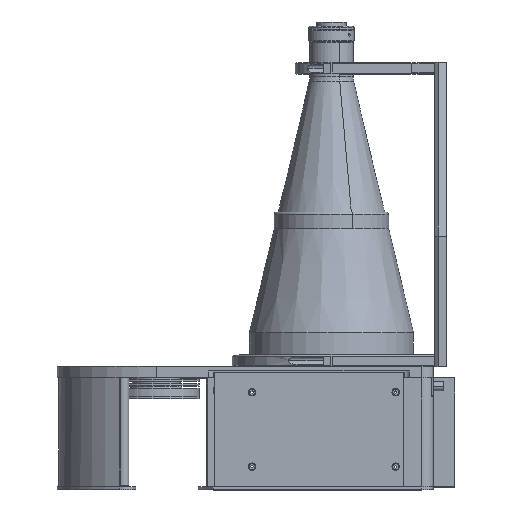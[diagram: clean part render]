
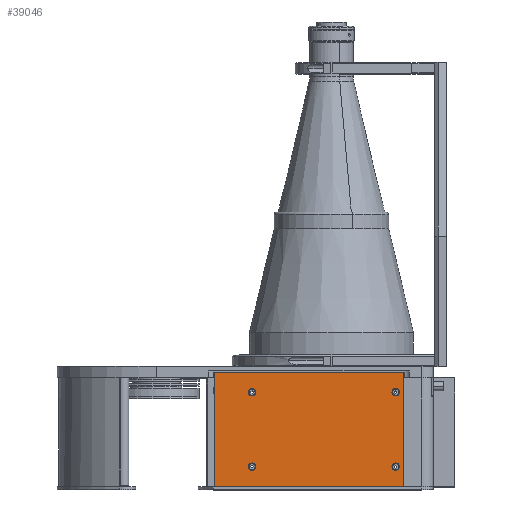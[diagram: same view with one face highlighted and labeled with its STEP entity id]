
A CAD part, top view. The second image highlights one B-rep face of the part: STEP entity #39046.
In plain terms, the highlighted planar face has unit normal (0, 0, 1).
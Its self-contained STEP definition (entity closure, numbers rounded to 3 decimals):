
#246 = CARTESIAN_POINT ( 'NONE',  ( -10.489, -82.519, 89.524 ) ) ;
#259 = LINE ( 'NONE', #6037, #39390 ) ;
#265 = EDGE_CURVE ( 'NONE', #30572, #48974, #6114, .T. ) ;
#742 = FACE_BOUND ( 'NONE', #49136, .T. ) ;
#1500 = AXIS2_PLACEMENT_3D ( 'NONE', #20244, #48461, #24294 ) ;
#2488 = CARTESIAN_POINT ( 'NONE',  ( -17.312, -103.269, 89.524 ) ) ;
#2507 = DIRECTION ( 'NONE',  ( 0., 0., 1. ) ) ;
#2676 = AXIS2_PLACEMENT_3D ( 'NONE', #12235, #40499, #16325 ) ;
#2770 = ORIENTED_EDGE ( 'NONE', *, *, #41275, .F. ) ;
#2830 = EDGE_CURVE ( 'NONE', #24291, #42294, #259, .T. ) ;
#3204 = CARTESIAN_POINT ( 'NONE',  ( -17.312, -100.019, 89.524 ) ) ;
#3899 = CIRCLE ( 'NONE', #1500, 3.25 ) ;
#4027 = VERTEX_POINT ( 'NONE', #19553 ) ;
#5346 = CIRCLE ( 'NONE', #32141, 3.25 ) ;
#5670 = ORIENTED_EDGE ( 'NONE', *, *, #14885, .F. ) ;
#6037 = CARTESIAN_POINT ( 'NONE',  ( -175.489, -82.519, 89.524 ) ) ;
#6114 = CIRCLE ( 'NONE', #29180, 3.25 ) ;
#6140 = CARTESIAN_POINT ( 'NONE',  ( -10.489, -182.519, 89.524 ) ) ;
#6226 = EDGE_CURVE ( 'NONE', #40000, #8760, #8174, .T. ) ;
#7306 = DIRECTION ( 'NONE',  ( 0., 1., 0. ) ) ;
#7544 = VECTOR ( 'NONE', #48415, 1000. ) ;
#8150 = DIRECTION ( 'NONE',  ( 0., 0., 1. ) ) ;
#8174 = CIRCLE ( 'NONE', #2676, 3.25 ) ;
#8760 = VERTEX_POINT ( 'NONE', #9216 ) ;
#9216 = CARTESIAN_POINT ( 'NONE',  ( -142.489, -168.269, 89.524 ) ) ;
#9333 = AXIS2_PLACEMENT_3D ( 'NONE', #32321, #8150, #36414 ) ;
#10846 = CIRCLE ( 'NONE', #20075, 3.25 ) ;
#11471 = FACE_OUTER_BOUND ( 'NONE', #29923, .T. ) ;
#11734 = LINE ( 'NONE', #45598, #45220 ) ;
#12235 = CARTESIAN_POINT ( 'NONE',  ( -142.489, -165.019, 89.524 ) ) ;
#12509 = DIRECTION ( 'NONE',  ( 0., 0., 1. ) ) ;
#13208 = ORIENTED_EDGE ( 'NONE', *, *, #34554, .F. ) ;
#13462 = EDGE_CURVE ( 'NONE', #48974, #30572, #48829, .T. ) ;
#14885 = EDGE_CURVE ( 'NONE', #42086, #46463, #29023, .T. ) ;
#14912 = ORIENTED_EDGE ( 'NONE', *, *, #38065, .F. ) ;
#14971 = ORIENTED_EDGE ( 'NONE', *, *, #2830, .T. ) ;
#16325 = DIRECTION ( 'NONE',  ( 0., 1., 0. ) ) ;
#16928 = CARTESIAN_POINT ( 'NONE',  ( -17.312, -165.019, 89.524 ) ) ;
#17828 = CARTESIAN_POINT ( 'NONE',  ( -142.489, -161.769, 89.524 ) ) ;
#18711 = CARTESIAN_POINT ( 'NONE',  ( -17.312, -168.269, 89.524 ) ) ;
#19435 = DIRECTION ( 'NONE',  ( 0., 0., 1. ) ) ;
#19553 = CARTESIAN_POINT ( 'NONE',  ( -142.489, -103.269, 89.524 ) ) ;
#20075 = AXIS2_PLACEMENT_3D ( 'NONE', #43641, #19435, #47678 ) ;
#20191 = CARTESIAN_POINT ( 'NONE',  ( -175.489, -182.519, 89.524 ) ) ;
#20244 = CARTESIAN_POINT ( 'NONE',  ( -17.312, -165.019, 89.524 ) ) ;
#20967 = DIRECTION ( 'NONE',  ( 0., 1., 0. ) ) ;
#22249 = FACE_BOUND ( 'NONE', #52354, .T. ) ;
#23521 = CARTESIAN_POINT ( 'NONE',  ( -142.489, -100.019, 89.524 ) ) ;
#24291 = VERTEX_POINT ( 'NONE', #246 ) ;
#24294 = DIRECTION ( 'NONE',  ( 0., 1., 0. ) ) ;
#24361 = ORIENTED_EDGE ( 'NONE', *, *, #26812, .F. ) ;
#24555 = CARTESIAN_POINT ( 'NONE',  ( -142.489, -96.769, 89.524 ) ) ;
#25381 = CARTESIAN_POINT ( 'NONE',  ( -17.312, -96.769, 89.524 ) ) ;
#25502 = DIRECTION ( 'NONE',  ( 0., -1., 0. ) ) ;
#26734 = CARTESIAN_POINT ( 'NONE',  ( -142.489, -100.019, 89.524 ) ) ;
#26812 = EDGE_CURVE ( 'NONE', #40832, #31838, #3899, .T. ) ;
#27600 = DIRECTION ( 'NONE',  ( 0., 1., 0. ) ) ;
#28488 = EDGE_CURVE ( 'NONE', #24291, #42086, #46343, .T. ) ;
#29023 = LINE ( 'NONE', #20191, #7544 ) ;
#29053 = CARTESIAN_POINT ( 'NONE',  ( -175.489, -182.519, 89.524 ) ) ;
#29180 = AXIS2_PLACEMENT_3D ( 'NONE', #3204, #31477, #7306 ) ;
#29767 = DIRECTION ( 'NONE',  ( 0., -1., 0. ) ) ;
#29923 = EDGE_LOOP ( 'NONE', ( #37326, #5670, #47600, #14971 ) ) ;
#30399 = EDGE_CURVE ( 'NONE', #42294, #46463, #11734, .T. ) ;
#30572 = VERTEX_POINT ( 'NONE', #2488 ) ;
#30777 = DIRECTION ( 'NONE',  ( 0., 1., 0. ) ) ;
#31009 = ORIENTED_EDGE ( 'NONE', *, *, #41346, .F. ) ;
#31361 = CARTESIAN_POINT ( 'NONE',  ( -17.312, -161.769, 89.524 ) ) ;
#31477 = DIRECTION ( 'NONE',  ( 0., 0., 1. ) ) ;
#31695 = FACE_BOUND ( 'NONE', #45048, .T. ) ;
#31838 = VERTEX_POINT ( 'NONE', #18711 ) ;
#31987 = PLANE ( 'NONE',  #9333 ) ;
#32034 = CARTESIAN_POINT ( 'NONE',  ( -175.489, -82.519, 89.524 ) ) ;
#32141 = AXIS2_PLACEMENT_3D ( 'NONE', #23521, #51767, #27600 ) ;
#32321 = CARTESIAN_POINT ( 'NONE',  ( -175.489, -82.519, 89.524 ) ) ;
#34330 = VECTOR ( 'NONE', #29767, 1000. ) ;
#34554 = EDGE_CURVE ( 'NONE', #8760, #40000, #10846, .T. ) ;
#36414 = DIRECTION ( 'NONE',  ( -1., 0., 0. ) ) ;
#36523 = ORIENTED_EDGE ( 'NONE', *, *, #6226, .F. ) ;
#36714 = CARTESIAN_POINT ( 'NONE',  ( -17.312, -100.019, 89.524 ) ) ;
#37326 = ORIENTED_EDGE ( 'NONE', *, *, #30399, .T. ) ;
#37506 = VERTEX_POINT ( 'NONE', #24555 ) ;
#37539 = CARTESIAN_POINT ( 'NONE',  ( -10.489, -82.519, 89.524 ) ) ;
#38065 = EDGE_CURVE ( 'NONE', #31838, #40832, #43783, .T. ) ;
#38560 = AXIS2_PLACEMENT_3D ( 'NONE', #26734, #2507, #30777 ) ;
#39046 = ADVANCED_FACE ( 'NONE', ( #42458, #22249, #31695, #742, #11471 ), #31987, .T. ) ;
#39328 = EDGE_LOOP ( 'NONE', ( #2770, #31009 ) ) ;
#39390 = VECTOR ( 'NONE', #46448, 1000. ) ;
#40000 = VERTEX_POINT ( 'NONE', #17828 ) ;
#40499 = DIRECTION ( 'NONE',  ( 0., 0., 1. ) ) ;
#40754 = CIRCLE ( 'NONE', #38560, 3.25 ) ;
#40788 = DIRECTION ( 'NONE',  ( 0., 1., 0. ) ) ;
#40832 = VERTEX_POINT ( 'NONE', #31361 ) ;
#41275 = EDGE_CURVE ( 'NONE', #37506, #4027, #40754, .T. ) ;
#41346 = EDGE_CURVE ( 'NONE', #4027, #37506, #5346, .T. ) ;
#41691 = ORIENTED_EDGE ( 'NONE', *, *, #13462, .F. ) ;
#41782 = AXIS2_PLACEMENT_3D ( 'NONE', #36714, #12509, #40788 ) ;
#42086 = VERTEX_POINT ( 'NONE', #6140 ) ;
#42294 = VERTEX_POINT ( 'NONE', #32034 ) ;
#42458 = FACE_BOUND ( 'NONE', #39328, .T. ) ;
#43464 = AXIS2_PLACEMENT_3D ( 'NONE', #16928, #45133, #20967 ) ;
#43641 = CARTESIAN_POINT ( 'NONE',  ( -142.489, -165.019, 89.524 ) ) ;
#43783 = CIRCLE ( 'NONE', #43464, 3.25 ) ;
#45048 = EDGE_LOOP ( 'NONE', ( #41691, #48875 ) ) ;
#45133 = DIRECTION ( 'NONE',  ( 0., 0., 1. ) ) ;
#45220 = VECTOR ( 'NONE', #25502, 1000. ) ;
#45598 = CARTESIAN_POINT ( 'NONE',  ( -175.489, -82.519, 89.524 ) ) ;
#46343 = LINE ( 'NONE', #37539, #34330 ) ;
#46448 = DIRECTION ( 'NONE',  ( -1., 0., 0. ) ) ;
#46463 = VERTEX_POINT ( 'NONE', #29053 ) ;
#47600 = ORIENTED_EDGE ( 'NONE', *, *, #28488, .F. ) ;
#47678 = DIRECTION ( 'NONE',  ( 0., 1., 0. ) ) ;
#48415 = DIRECTION ( 'NONE',  ( -1., 0., 0. ) ) ;
#48461 = DIRECTION ( 'NONE',  ( 0., 0., 1. ) ) ;
#48829 = CIRCLE ( 'NONE', #41782, 3.25 ) ;
#48875 = ORIENTED_EDGE ( 'NONE', *, *, #265, .F. ) ;
#48974 = VERTEX_POINT ( 'NONE', #25381 ) ;
#49136 = EDGE_LOOP ( 'NONE', ( #24361, #14912 ) ) ;
#51767 = DIRECTION ( 'NONE',  ( 0., 0., 1. ) ) ;
#52354 = EDGE_LOOP ( 'NONE', ( #36523, #13208 ) ) ;
